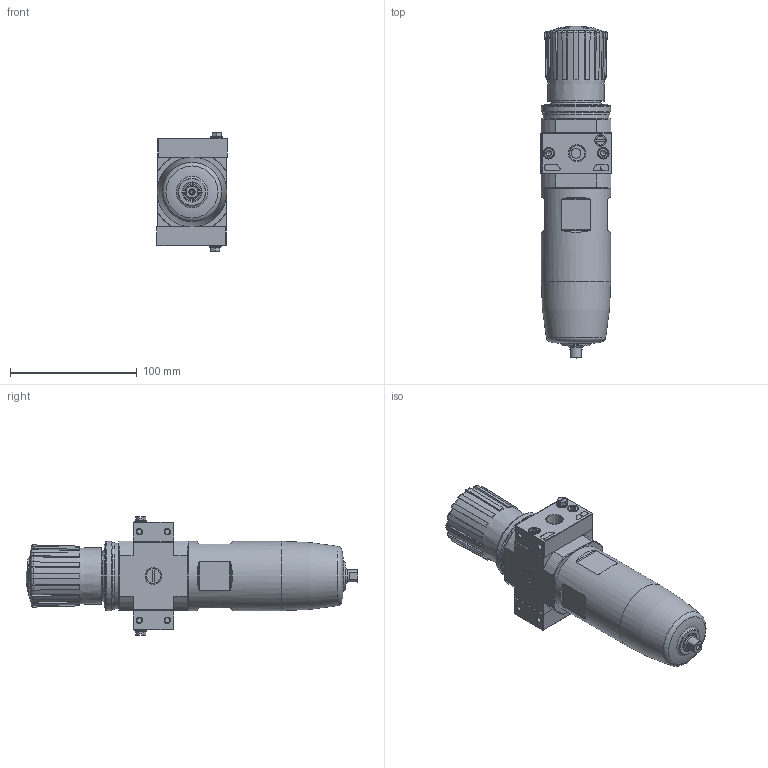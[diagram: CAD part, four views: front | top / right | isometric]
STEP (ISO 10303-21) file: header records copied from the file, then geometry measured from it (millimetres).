
FILE_DESCRIPTION(/* description */ ('STEP AP214'),/* implementation_level */ '2;1');
FILE_NAME(/* name */ '5271802_LFR-N1_4-D-16-5M-O-MIDI-T3-EX4',/* time_stamp */ '2024-09-04T17:24:06+02:00',/* author */ ('License CC BY-ND 4.0'),/* organization */ ('CADENAS'),/* preprocessor_version */ 'ST-DEVELOPER v19.3',/* originating_system */ 'PARTsolutions',/* authorisation */ ' ');
FILE_SCHEMA (('AUTOMOTIVE_DESIGN {1 0 10303 214 3 1 1}'));
Length unit declared in the file: millimetre
Products named in the file (10): 5271802 LFR-N1/4-D-16-5M-O-MIDI-T3-EX4---(0); 5367427 LFR-D-16-5M-0-MIDI-T3--(0); 4783589 LFR-N1/4-D-MIDI-EX4-R; DIN-912 - M5x18(F); ISO 7089 4 (F); 645160 SFS-Taptite-2 M4x8; 4783584 LFR-N1/4-D-MIDI-EX4-L; 4783604 LFR-D-MIDI-EX4; 4871934 LR-MIDI; 4737769 LFR-D-MIDI-EX4
Assembly tree (15 placements, depth 2):
  5271802 LFR-N1/4-D-16-5M-O-MIDI-T3-EX4---(0)
    5367427 LFR-D-16-5M-0-MIDI-T3--(0)
    4783589 LFR-N1/4-D-MIDI-EX4-R
    DIN-912 - M5x18(F)  x4
    ISO 7089 4 (F)  x2
    645160 SFS-Taptite-2 M4x8  x2
    4783584 LFR-N1/4-D-MIDI-EX4-L
    4783604 LFR-D-MIDI-EX4
    4871934 LR-MIDI  x2
    4737769 LFR-D-MIDI-EX4
Bounding box: 56 x 262 x 93.9 mm (x, y, z)
Volume: 596817 mm3; surface area: 79475.3 mm2
Topology: 15 solids, 15 shells, 632 faces, 1479 edges, 928 vertices
Faces by surface type: plane 326, cone 134, cylinder 126, torus 41, sphere 5
Full cylindrical faces by diameter (mm): 2 x4, 2.5 x1, 3.242 x2, 4 x2, 4.134 x9, 4.48 x2, 5 x4, 5.5 x2, 6.3 x2, 7.6 x1, 8.5 x4, 8.9 x2, 9 x2, 9.58 x1, 9.6 x2, 10 x1, 11.2 x2, 11.445 x2, 11.5 x2, 11.7 x1, 12 x1, 13.157 x2, 14.376 x1, 16 x3, 24.9 x1, 26.4 x1, 29.7 x1, 30.8 x1, 39 x1, 50.16 x1
Entity records: 16685 total; most frequent: CARTESIAN_POINT 3150, DIRECTION 2408, ORIENTED_EDGE 2174, EDGE_CURVE 1087, AXIS2_PLACEMENT_3D 993, VERTEX_POINT 769, FACE_BOUND 704, EDGE_LOOP 698
